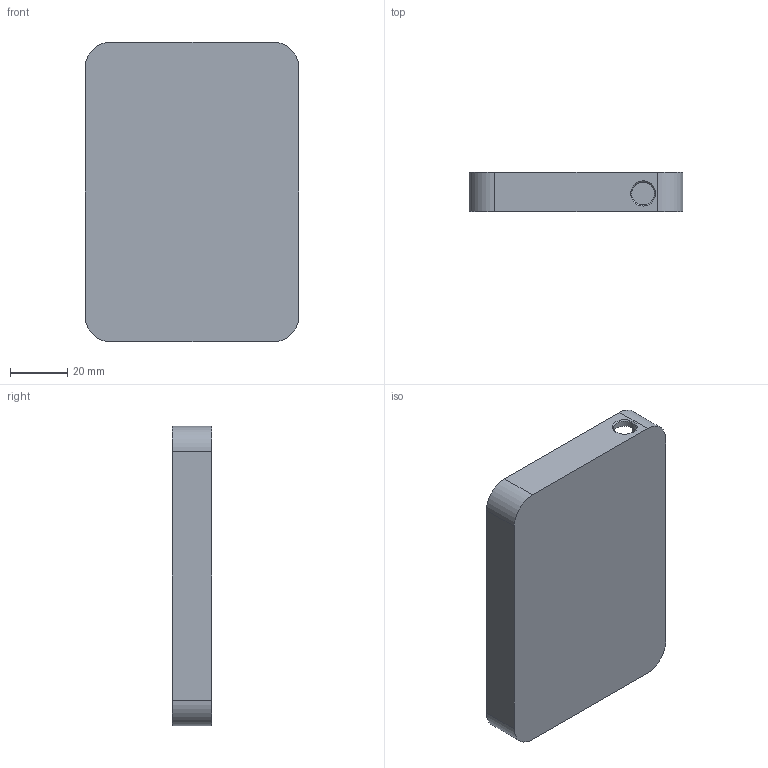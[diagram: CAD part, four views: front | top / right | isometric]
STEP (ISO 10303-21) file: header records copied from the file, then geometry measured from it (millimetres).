
FILE_DESCRIPTION(/* description */ (''),/* implementation_level */ '2;1');
FILE_NAME(/* name */ '',/* time_stamp */ '2025-08-16T22:26:40+08:00',/* author */ (''),/* organization */ (''),/* preprocessor_version */ 'ST-DEVELOPER v20.1',/* originating_system */ 'Autodesk Translation Framework v14.10.0.0',/* authorisation */ '');
FILE_SCHEMA (('AUTOMOTIVE_DESIGN { 1 0 10303 214 3 1 1 }'));
Length unit declared in the file: millimetre
Products named in the file (1): 2025-08-16-22-26-40-238
Bounding box: 74.97 x 13.8 x 104.97 mm (x, y, z)
Volume: 28754.4 mm3; surface area: 23997.1 mm2
Topology: 1 solids, 1 shells, 40 faces, 106 edges, 67 vertices
Faces by surface type: plane 19, cylinder 13, cone 5, bspline 3
Full cylindrical faces by diameter (mm): 8 x1
Entity records: 1325 total; most frequent: CARTESIAN_POINT 277, ORIENTED_EDGE 212, DIRECTION 209, EDGE_CURVE 106, AXIS2_PLACEMENT_3D 71, LINE 67, VECTOR 67, VERTEX_POINT 67
